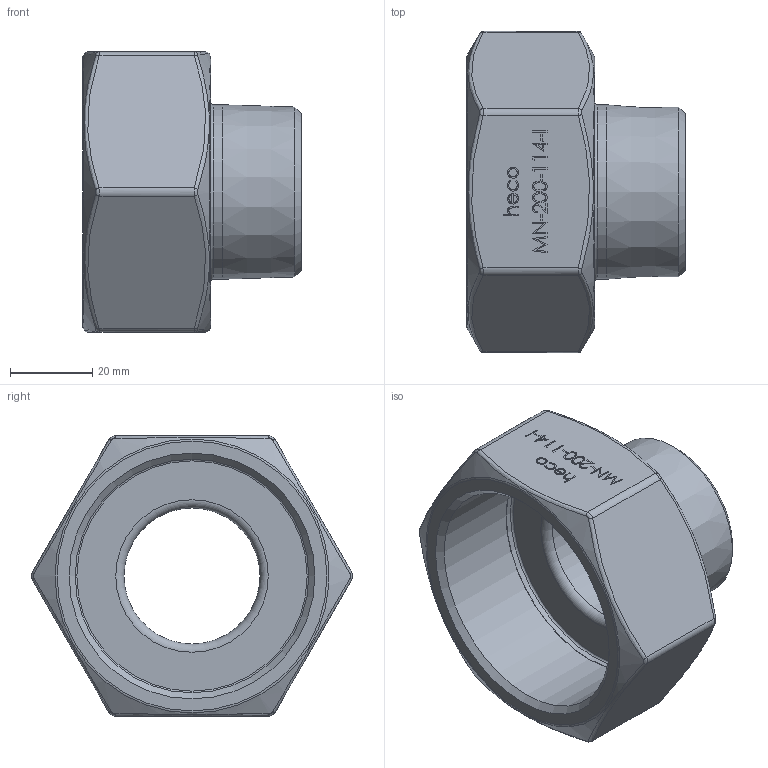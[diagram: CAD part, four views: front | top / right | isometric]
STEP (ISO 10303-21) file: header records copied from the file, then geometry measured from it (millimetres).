
FILE_DESCRIPTION (( 'STEP AP214' ), '1' );
FILE_NAME ('MN-200-114-I 2311.STEP', '2023-11-06T11:49:45', ( '' ), ( '' ), 'SwSTEP 2.0', 'SolidWorks 2019', '' );
FILE_SCHEMA (( 'AUTOMOTIVE_DESIGN' ));
Length unit declared in the file: millimetre
Products named in the file (1): MN-200-114-I 2311
Bounding box: 53 x 77.9 x 68 mm (x, y, z)
Volume: 65926.4 mm3; surface area: 22653.7 mm2
Topology: 1 solids, 1 shells, 219 faces, 550 edges, 357 vertices
Faces by surface type: plane 115, bspline 83, cylinder 10, torus 6, cone 5
Full cylindrical faces by diameter (mm): 33 x1, 42.31 x1, 56.656 x1, 56.856 x1
Entity records: 12960 total; most frequent: CARTESIAN_POINT 6383, ORIENTED_EDGE 1058, DIRECTION 680, EDGE_CURVE 529, VERTEX_POINT 351, VECTOR 320, LINE 320, EDGE_LOOP 260
